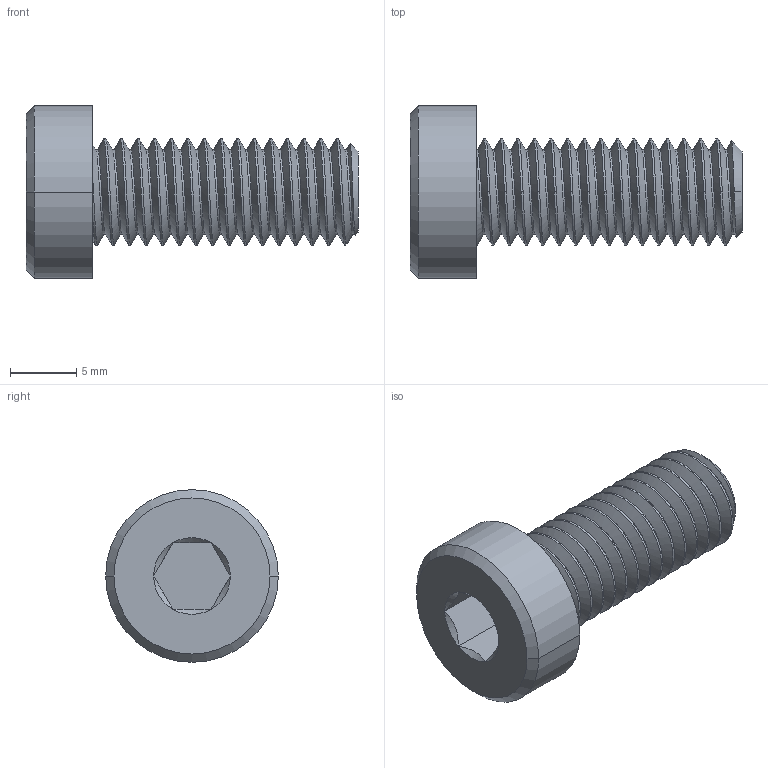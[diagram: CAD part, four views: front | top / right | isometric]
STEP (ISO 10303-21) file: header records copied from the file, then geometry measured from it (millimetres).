
FILE_DESCRIPTION (( 'STEP AP203' ), '1' );
FILE_NAME ('93070A173.step', '2013-10-21T20:58:11', ( '' ), ( '' ), 'SwSTEP 2.0', 'SolidWorks 2010', '' );
FILE_SCHEMA (( 'CONFIG_CONTROL_DESIGN' ));
Length unit declared in the file: millimetre
Products named in the file (1): 93070A173
Bounding box: 25 x 13 x 13 mm (x, y, z)
Volume: 1382.5 mm3; surface area: 1294 mm2
Topology: 1 solids, 1 shells, 58 faces, 147 edges, 93 vertices
Faces by surface type: cylinder 34, cone 11, plane 10, bspline 3
Entity records: 4392 total; most frequent: CARTESIAN_POINT 3143, ORIENTED_EDGE 294, DIRECTION 196, EDGE_CURVE 147, VERTEX_POINT 93, AXIS2_PLACEMENT_3D 73, EDGE_LOOP 60, ADVANCED_FACE 58
